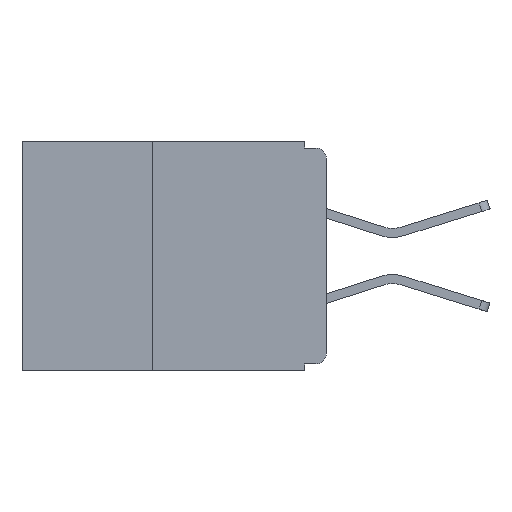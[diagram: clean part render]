
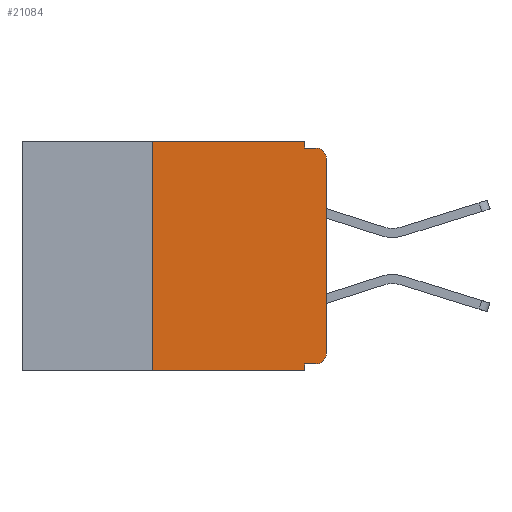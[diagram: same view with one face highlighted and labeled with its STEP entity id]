
A CAD part, left-side view. The second image highlights one B-rep face of the part: STEP entity #21084.
In plain terms, the highlighted planar face has unit normal (-1, 0, 0).
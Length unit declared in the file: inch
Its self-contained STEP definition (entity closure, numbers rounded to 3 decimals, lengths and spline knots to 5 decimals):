
#39 = AXIS2_PLACEMENT_3D ( 'NONE', #20445, #7057, #22636 ) ;
#257 = DIRECTION ( 'NONE',  ( 0., -1., 0. ) ) ;
#596 = LINE ( 'NONE', #19307, #12539 ) ;
#679 = ORIENTED_EDGE ( 'NONE', *, *, #14069, .F. ) ;
#1960 = CARTESIAN_POINT ( 'NONE',  ( 0., 0.25, -0.33 ) ) ;
#3165 = CARTESIAN_POINT ( 'NONE',  ( 0., 0., 0. ) ) ;
#3224 = CARTESIAN_POINT ( 'NONE',  ( 0., 0.25, 0. ) ) ;
#3806 = EDGE_CURVE ( 'NONE', #9928, #13935, #17727, .T. ) ;
#4055 = VERTEX_POINT ( 'NONE', #14851 ) ;
#4067 = VECTOR ( 'NONE', #5104, 39.37008 ) ;
#4115 = EDGE_CURVE ( 'NONE', #11135, #23273, #27703, .T. ) ;
#4364 = LINE ( 'NONE', #7921, #27290 ) ;
#4508 = ORIENTED_EDGE ( 'NONE', *, *, #8272, .T. ) ;
#4611 = AXIS2_PLACEMENT_3D ( 'NONE', #9170, #8009, #16954 ) ;
#5104 = DIRECTION ( 'NONE',  ( 0., -1., 0. ) ) ;
#5127 = DIRECTION ( 'NONE',  ( -1., 0., 0. ) ) ;
#5601 = ORIENTED_EDGE ( 'NONE', *, *, #11080, .F. ) ;
#5740 = LINE ( 'NONE', #3165, #17615 ) ;
#5864 = CARTESIAN_POINT ( 'NONE',  ( 0., 0.031, 0. ) ) ;
#7057 = DIRECTION ( 'NONE',  ( 1., 0., 0. ) ) ;
#7398 = CARTESIAN_POINT ( 'NONE',  ( 0., 0.031, -0.33 ) ) ;
#7921 = CARTESIAN_POINT ( 'NONE',  ( 0., 0.25, -0.33 ) ) ;
#8009 = DIRECTION ( 'NONE',  ( -1., 0., 0. ) ) ;
#8058 = AXIS2_PLACEMENT_3D ( 'NONE', #18475, #5127, #20747 ) ;
#8141 = DIRECTION ( 'NONE',  ( 0., 0., -1. ) ) ;
#8272 = EDGE_CURVE ( 'NONE', #15044, #16919, #22064, .T. ) ;
#9170 = CARTESIAN_POINT ( 'NONE',  ( 0., 0.015, -0.305 ) ) ;
#9633 = DIRECTION ( 'NONE',  ( 0., 0., -1. ) ) ;
#9928 = VERTEX_POINT ( 'NONE', #16942 ) ;
#10201 = DIRECTION ( 'NONE',  ( 0., 0., 1. ) ) ;
#10547 = DIRECTION ( 'NONE',  ( 0., 1., 0. ) ) ;
#10921 = CARTESIAN_POINT ( 'NONE',  ( 0., 0.437, 0. ) ) ;
#11080 = EDGE_CURVE ( 'NONE', #4055, #15097, #14303, .T. ) ;
#11135 = VERTEX_POINT ( 'NONE', #3224 ) ;
#11310 = EDGE_CURVE ( 'NONE', #9928, #4055, #19150, .T. ) ;
#12539 = VECTOR ( 'NONE', #8141, 39.37008 ) ;
#12605 = EDGE_CURVE ( 'NONE', #23475, #15097, #26999, .T. ) ;
#12964 = ORIENTED_EDGE ( 'NONE', *, *, #3806, .T. ) ;
#13233 = VECTOR ( 'NONE', #10547, 39.37008 ) ;
#13935 = VERTEX_POINT ( 'NONE', #16365 ) ;
#14069 = EDGE_CURVE ( 'NONE', #23475, #11135, #4364, .T. ) ;
#14303 = LINE ( 'NONE', #7398, #20923 ) ;
#14851 = CARTESIAN_POINT ( 'NONE',  ( 0., 0.031, -0.32 ) ) ;
#15011 = ORIENTED_EDGE ( 'NONE', *, *, #24713, .T. ) ;
#15044 = VERTEX_POINT ( 'NONE', #15074 ) ;
#15074 = CARTESIAN_POINT ( 'NONE',  ( 0., 0., -0.025 ) ) ;
#15097 = VERTEX_POINT ( 'NONE', #17372 ) ;
#15962 = PLANE ( 'NONE',  #39 ) ;
#16365 = CARTESIAN_POINT ( 'NONE',  ( 0., 0., -0.305 ) ) ;
#16919 = VERTEX_POINT ( 'NONE', #28414 ) ;
#16942 = CARTESIAN_POINT ( 'NONE',  ( 0., 0.015, -0.32 ) ) ;
#16954 = DIRECTION ( 'NONE',  ( 0., 0., -1. ) ) ;
#17372 = CARTESIAN_POINT ( 'NONE',  ( 0., 0.031, -0.33 ) ) ;
#17465 = ORIENTED_EDGE ( 'NONE', *, *, #11310, .F. ) ;
#17615 = VECTOR ( 'NONE', #18750, 39.37008 ) ;
#17727 = CIRCLE ( 'NONE', #4611, 0.015 ) ;
#18055 = LINE ( 'NONE', #20079, #23278 ) ;
#18171 = EDGE_LOOP ( 'NONE', ( #15011, #4508, #23695, #22642, #24062, #679, #19215, #5601, #17465, #12964 ) ) ;
#18475 = CARTESIAN_POINT ( 'NONE',  ( 0., 0.015, -0.025 ) ) ;
#18518 = EDGE_CURVE ( 'NONE', #23273, #25851, #596, .T. ) ;
#18738 = EDGE_CURVE ( 'NONE', #25851, #16919, #18055, .T. ) ;
#18750 = DIRECTION ( 'NONE',  ( 0., 0., 1. ) ) ;
#19150 = LINE ( 'NONE', #23881, #13233 ) ;
#19215 = ORIENTED_EDGE ( 'NONE', *, *, #12605, .T. ) ;
#19307 = CARTESIAN_POINT ( 'NONE',  ( 0., 0.031, 0. ) ) ;
#20079 = CARTESIAN_POINT ( 'NONE',  ( 0., 0., -0.01 ) ) ;
#20445 = CARTESIAN_POINT ( 'NONE',  ( 0., 0.437, 0. ) ) ;
#20720 = CARTESIAN_POINT ( 'NONE',  ( 0., 0.437, -0.33 ) ) ;
#20747 = DIRECTION ( 'NONE',  ( 0., 0., -1. ) ) ;
#20923 = VECTOR ( 'NONE', #9633, 39.37008 ) ;
#20972 = CARTESIAN_POINT ( 'NONE',  ( 0., 0.031, -0.01 ) ) ;
#21084 = ADVANCED_FACE ( 'NONE', ( #22309 ), #15962, .F. ) ;
#22064 = CIRCLE ( 'NONE', #8058, 0.015 ) ;
#22309 = FACE_OUTER_BOUND ( 'NONE', #18171, .T. ) ;
#22636 = DIRECTION ( 'NONE',  ( 0., 0., -1. ) ) ;
#22642 = ORIENTED_EDGE ( 'NONE', *, *, #18518, .F. ) ;
#23273 = VERTEX_POINT ( 'NONE', #5864 ) ;
#23278 = VECTOR ( 'NONE', #26701, 39.37008 ) ;
#23475 = VERTEX_POINT ( 'NONE', #1960 ) ;
#23695 = ORIENTED_EDGE ( 'NONE', *, *, #18738, .F. ) ;
#23881 = CARTESIAN_POINT ( 'NONE',  ( 0., 0., -0.32 ) ) ;
#24062 = ORIENTED_EDGE ( 'NONE', *, *, #4115, .F. ) ;
#24713 = EDGE_CURVE ( 'NONE', #13935, #15044, #5740, .T. ) ;
#25851 = VERTEX_POINT ( 'NONE', #20972 ) ;
#26701 = DIRECTION ( 'NONE',  ( 0., -1., 0. ) ) ;
#26999 = LINE ( 'NONE', #20720, #4067 ) ;
#27039 = VECTOR ( 'NONE', #257, 39.37008 ) ;
#27290 = VECTOR ( 'NONE', #10201, 39.37008 ) ;
#27703 = LINE ( 'NONE', #10921, #27039 ) ;
#28414 = CARTESIAN_POINT ( 'NONE',  ( 0., 0.015, -0.01 ) ) ;
